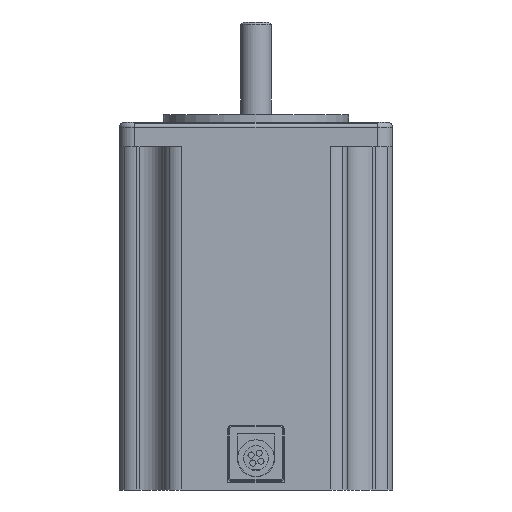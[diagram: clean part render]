
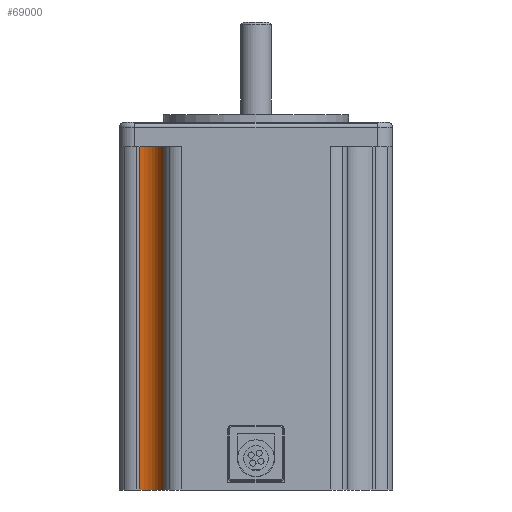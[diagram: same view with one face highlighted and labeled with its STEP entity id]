
A CAD part, front view. The second image highlights one B-rep face of the part: STEP entity #69000.
In plain terms, the highlighted cylindrical face has radius 4.978 mm (diameter 9.957 mm), a partial arc.
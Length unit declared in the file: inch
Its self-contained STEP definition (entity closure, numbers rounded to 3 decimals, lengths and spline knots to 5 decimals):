
#425 = EDGE_LOOP ( 'NONE', ( #27006, #11317, #27464, #5785 ) ) ;
#907 = CYLINDRICAL_SURFACE ( 'NONE', #20144, 0.196 ) ;
#1167 = DIRECTION ( 'NONE',  ( 0., 0., 1. ) ) ;
#2244 = VECTOR ( 'NONE', #70420, 39.37008 ) ;
#3397 = CARTESIAN_POINT ( 'NONE',  ( -0.7425, -0.9385, -2.54075 ) ) ;
#5785 = ORIENTED_EDGE ( 'NONE', *, *, #21485, .T. ) ;
#9009 = VERTEX_POINT ( 'NONE', #41013 ) ;
#11317 = ORIENTED_EDGE ( 'NONE', *, *, #38982, .F. ) ;
#13581 = CARTESIAN_POINT ( 'NONE',  ( -0.9385, -0.7425, 0.235 ) ) ;
#15909 = LINE ( 'NONE', #29986, #2244 ) ;
#17946 = CARTESIAN_POINT ( 'NONE',  ( -0.7425, -0.9385, 0.235 ) ) ;
#20144 = AXIS2_PLACEMENT_3D ( 'NONE', #22966, #51755, #46202 ) ;
#20362 = VECTOR ( 'NONE', #1167, 39.37008 ) ;
#20436 = VERTEX_POINT ( 'NONE', #13581 ) ;
#21485 = EDGE_CURVE ( 'NONE', #27001, #38344, #66466, .T. ) ;
#22955 = AXIS2_PLACEMENT_3D ( 'NONE', #60444, #25909, #66237 ) ;
#22966 = CARTESIAN_POINT ( 'NONE',  ( -0.9385, -0.9385, 0. ) ) ;
#24278 = DIRECTION ( 'NONE',  ( 0., 0., -1. ) ) ;
#25909 = DIRECTION ( 'NONE',  ( 0., 0., 1. ) ) ;
#27001 = VERTEX_POINT ( 'NONE', #3397 ) ;
#27006 = ORIENTED_EDGE ( 'NONE', *, *, #27507, .F. ) ;
#27464 = ORIENTED_EDGE ( 'NONE', *, *, #37977, .F. ) ;
#27507 = EDGE_CURVE ( 'NONE', #20436, #38344, #59252, .T. ) ;
#29986 = CARTESIAN_POINT ( 'NONE',  ( -0.9385, -0.7425, -2.54075 ) ) ;
#30091 = CARTESIAN_POINT ( 'NONE',  ( -0.7425, -0.9385, -2.54075 ) ) ;
#37977 = EDGE_CURVE ( 'NONE', #27001, #9009, #56745, .T. ) ;
#38344 = VERTEX_POINT ( 'NONE', #17946 ) ;
#38982 = EDGE_CURVE ( 'NONE', #9009, #20436, #15909, .T. ) ;
#41013 = CARTESIAN_POINT ( 'NONE',  ( -0.9385, -0.7425, -2.54075 ) ) ;
#46202 = DIRECTION ( 'NONE',  ( 0., 1., 0. ) ) ;
#51755 = DIRECTION ( 'NONE',  ( 0., 0., 1. ) ) ;
#56745 = CIRCLE ( 'NONE', #22955, 0.196 ) ;
#58836 = CARTESIAN_POINT ( 'NONE',  ( -0.9385, -0.9385, 0.235 ) ) ;
#59252 = CIRCLE ( 'NONE', #65703, 0.196 ) ;
#60444 = CARTESIAN_POINT ( 'NONE',  ( -0.9385, -0.9385, -2.54075 ) ) ;
#64618 = DIRECTION ( 'NONE',  ( 0., 1., 0. ) ) ;
#65703 = AXIS2_PLACEMENT_3D ( 'NONE', #58836, #24278, #64618 ) ;
#66237 = DIRECTION ( 'NONE',  ( -1., 0., 0. ) ) ;
#66466 = LINE ( 'NONE', #30091, #20362 ) ;
#67937 = FACE_OUTER_BOUND ( 'NONE', #425, .T. ) ;
#69000 = ADVANCED_FACE ( 'NONE', ( #67937 ), #907, .F. ) ;
#70420 = DIRECTION ( 'NONE',  ( 0., 0., 1. ) ) ;
